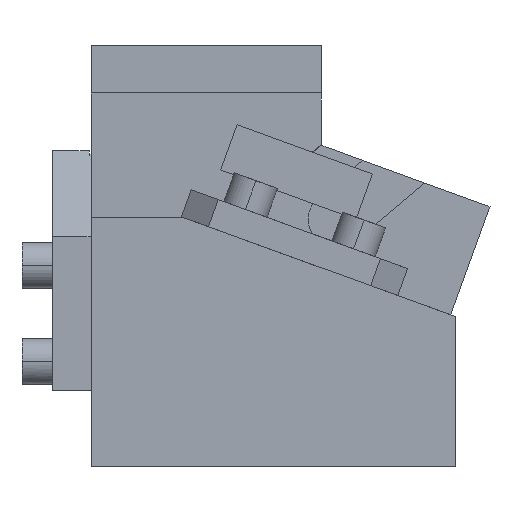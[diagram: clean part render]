
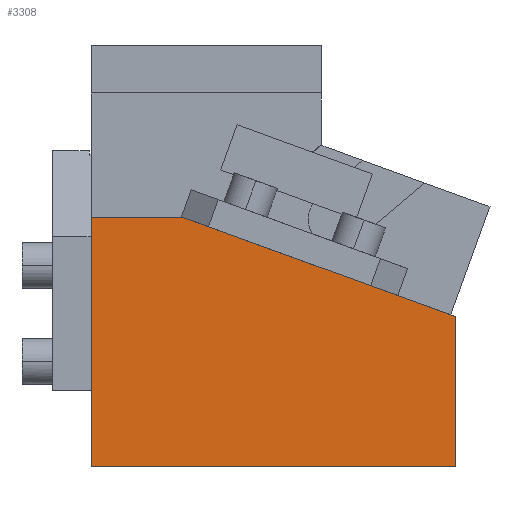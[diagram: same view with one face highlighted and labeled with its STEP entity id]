
A CAD part, front view. The second image highlights one B-rep face of the part: STEP entity #3308.
In plain terms, the highlighted planar face has unit normal (0, -1, 0).
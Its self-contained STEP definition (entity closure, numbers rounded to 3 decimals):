
#258=CARTESIAN_POINT('Vertex',(0.,0.,0.)) ;
#262=CARTESIAN_POINT('Control Point',(0.,0.,130.)) ;
#263=CARTESIAN_POINT('Control Point',(0.,0.,104.)) ;
#264=CARTESIAN_POINT('Control Point',(0.,0.,78.)) ;
#265=CARTESIAN_POINT('Control Point',(0.,0.,52.)) ;
#266=CARTESIAN_POINT('Control Point',(0.,0.,26.)) ;
#267=CARTESIAN_POINT('Control Point',(0.,0.,0.)) ;
#268=CARTESIAN_POINT('Vertex',(0.,0.,130.)) ;
#2859=CARTESIAN_POINT('Vertex',(48.265,0.,130.)) ;
#2862=CARTESIAN_POINT('Line Origine',(119.133,0.,104.206)) ;
#2866=CARTESIAN_POINT('Vertex',(190.,0.,78.413)) ;
#3252=CARTESIAN_POINT('Line Origine',(190.,0.,39.206)) ;
#3256=CARTESIAN_POINT('Vertex',(190.,0.,0.)) ;
#3283=CARTESIAN_POINT('Axis2P3D Location',(0.,0.,0.)) ;
#3289=CARTESIAN_POINT('Control Point',(0.,0.,130.)) ;
#3290=CARTESIAN_POINT('Control Point',(9.653,0.,130.)) ;
#3291=CARTESIAN_POINT('Control Point',(19.306,0.,130.)) ;
#3292=CARTESIAN_POINT('Control Point',(28.959,0.,130.)) ;
#3293=CARTESIAN_POINT('Control Point',(38.612,0.,130.)) ;
#3294=CARTESIAN_POINT('Control Point',(48.265,0.,130.)) ;
#3296=CARTESIAN_POINT('Line Origine',(95.,0.,0.)) ;
#2863=DIRECTION('Vector Direction',(0.94,0.,-0.342)) ;
#3253=DIRECTION('Vector Direction',(0.,0.,1.)) ;
#3284=DIRECTION('Axis2P3D Direction',(0.,-1.,0.)) ;
#3285=DIRECTION('Axis2P3D XDirection',(1.,0.,0.)) ;
#3297=DIRECTION('Vector Direction',(1.,0.,0.)) ;
#3286=AXIS2_PLACEMENT_3D('Plane Axis2P3D',#3283,#3284,#3285) ;
#3302=ORIENTED_EDGE('',*,*,#3295,.F.) ;
#3303=ORIENTED_EDGE('',*,*,#270,.T.) ;
#3304=ORIENTED_EDGE('',*,*,#3300,.T.) ;
#3305=ORIENTED_EDGE('',*,*,#3258,.T.) ;
#3306=ORIENTED_EDGE('',*,*,#2868,.F.) ;
#2864=VECTOR('Line Direction',#2863,1.) ;
#3254=VECTOR('Line Direction',#3253,1.) ;
#3298=VECTOR('Line Direction',#3297,1.) ;
#3308=ADVANCED_FACE('CAM HOLDER',(#3307),#3287,.T.) ;
#261=B_SPLINE_CURVE_WITH_KNOTS('',5,(#262,#263,#264,#265,#266,#267),.UNSPECIFIED.,.F.,.U.,(6,6),(0.,130.),.UNSPECIFIED.) ;
#3288=B_SPLINE_CURVE_WITH_KNOTS('',5,(#3289,#3290,#3291,#3292,#3293,#3294),.UNSPECIFIED.,.F.,.U.,(6,6),(0.,48.265),.UNSPECIFIED.) ;
#270=EDGE_CURVE('',#269,#259,#261,.T.) ;
#2868=EDGE_CURVE('',#2860,#2867,#2865,.T.) ;
#3258=EDGE_CURVE('',#3257,#2867,#3255,.T.) ;
#3295=EDGE_CURVE('',#269,#2860,#3288,.T.) ;
#3300=EDGE_CURVE('',#259,#3257,#3299,.T.) ;
#3301=EDGE_LOOP('',(#3302,#3303,#3304,#3305,#3306)) ;
#3307=FACE_OUTER_BOUND('',#3301,.T.) ;
#2865=LINE('Line',#2862,#2864) ;
#3255=LINE('Line',#3252,#3254) ;
#3299=LINE('Line',#3296,#3298) ;
#3287=PLANE('Plane',#3286) ;
#259=VERTEX_POINT('',#258) ;
#269=VERTEX_POINT('',#268) ;
#2860=VERTEX_POINT('',#2859) ;
#2867=VERTEX_POINT('',#2866) ;
#3257=VERTEX_POINT('',#3256) ;
